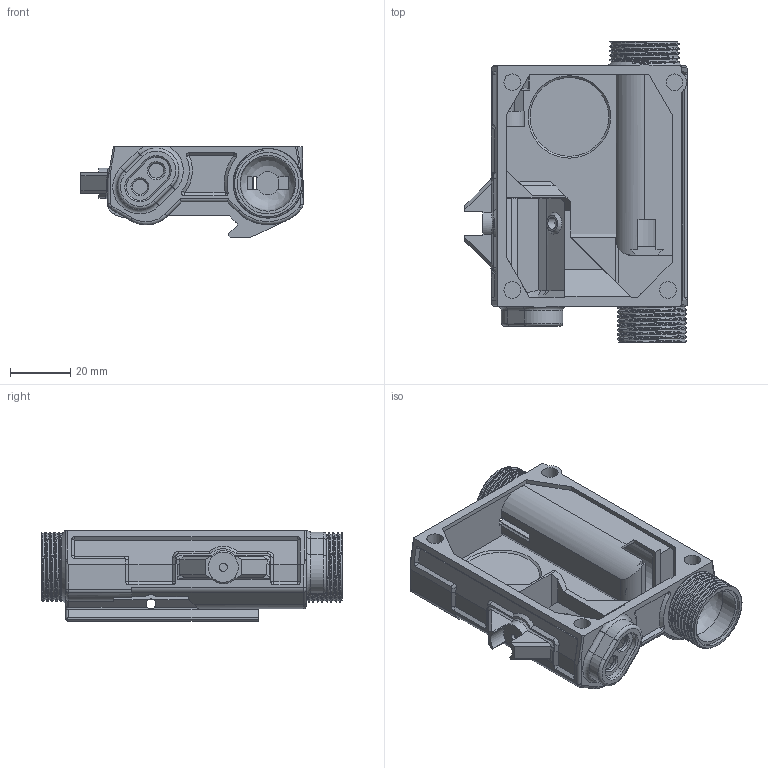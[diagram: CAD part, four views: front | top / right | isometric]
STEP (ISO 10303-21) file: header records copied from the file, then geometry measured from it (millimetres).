
FILE_DESCRIPTION(/* description */ (''),/* implementation_level */ '2;1');
FILE_NAME(/* name */ 'GAL_18650body_zb_edit.step',/* time_stamp */ '2023-12-14T09:24:24-06:00',/* author */ (''),/* organization */ (''),/* preprocessor_version */ 'ST-DEVELOPER v20',/* originating_system */ 'Autodesk Translation Framework v12.14.0.127',/* authorisation */ '');
FILE_SCHEMA (('AUTOMOTIVE_DESIGN { 1 0 10303 214 3 1 1 }'));
Length unit declared in the file: millimetre
Products named in the file (2): GAL_v2; body_18650_crane
Assembly tree (1 placements, depth 2):
  GAL_v2
    body_18650_crane
Bounding box: 73.82 x 100 x 30.19 mm (x, y, z)
Volume: 49131.3 mm3; surface area: 32663.9 mm2
Topology: 1 solids, 1 shells, 451 faces, 1228 edges, 770 vertices
Faces by surface type: plane 260, cylinder 119, cone 44, bspline 19, torus 9
Full cylindrical faces by diameter (mm): 2.7 x1, 3.3 x1, 4 x3, 5 x2, 5.03 x1, 5.2 x1, 5.5 x4, 6.1 x1, 18.5 x1, 19.25 x1, 20.4 x1, 22.132 x11, 23.074 x4, 23.1 x7
Entity records: 28560 total; most frequent: CARTESIAN_POINT 17250, ORIENTED_EDGE 2428, DIRECTION 2244, EDGE_CURVE 1214, LINE 786, VECTOR 786, VERTEX_POINT 770, AXIS2_PLACEMENT_3D 729
